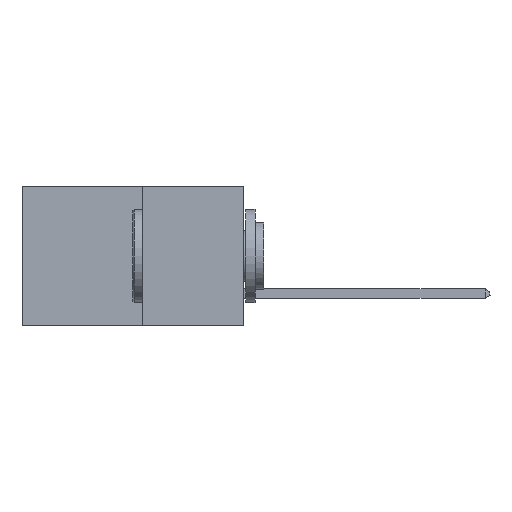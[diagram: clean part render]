
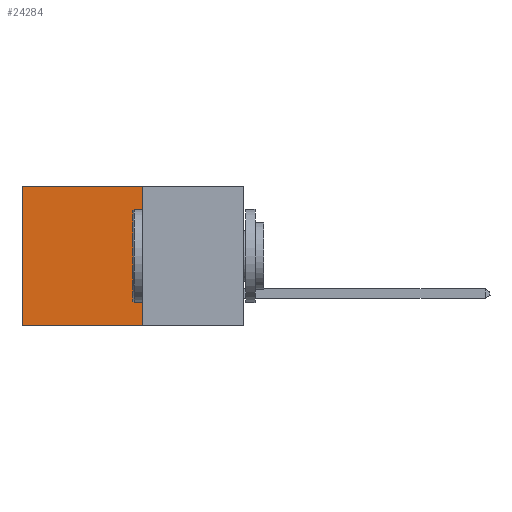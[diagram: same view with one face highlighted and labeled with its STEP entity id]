
A CAD part, left-side view. The second image highlights one B-rep face of the part: STEP entity #24284.
In plain terms, the highlighted planar face has unit normal (-1, 0, 0).
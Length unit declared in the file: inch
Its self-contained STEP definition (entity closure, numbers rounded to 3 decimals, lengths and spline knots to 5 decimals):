
#575 = CARTESIAN_POINT ( 'NONE',  ( 0.277, 0.59, -0.37 ) ) ;
#654 = DIRECTION ( 'NONE',  ( 0., 0., -1. ) ) ;
#1465 = CARTESIAN_POINT ( 'NONE',  ( 0.277, 0.59, -0.37 ) ) ;
#3448 = VECTOR ( 'NONE', #654, 39.37008 ) ;
#3475 = EDGE_CURVE ( 'NONE', #18869, #24057, #24211, .T. ) ;
#4404 = CARTESIAN_POINT ( 'NONE',  ( 0.277, 0.59, 0. ) ) ;
#5415 = EDGE_CURVE ( 'NONE', #11626, #24057, #8888, .T. ) ;
#5434 = ORIENTED_EDGE ( 'NONE', *, *, #3475, .F. ) ;
#5994 = DIRECTION ( 'NONE',  ( 0., 1., 0. ) ) ;
#6291 = PLANE ( 'NONE',  #25121 ) ;
#8089 = DIRECTION ( 'NONE',  ( 0., 0., -1. ) ) ;
#8712 = VECTOR ( 'NONE', #21972, 39.37008 ) ;
#8888 = LINE ( 'NONE', #575, #3448 ) ;
#10061 = CARTESIAN_POINT ( 'NONE',  ( 0.277, 0.27, -0.37 ) ) ;
#10213 = EDGE_LOOP ( 'NONE', ( #20373, #5434, #22196, #22064 ) ) ;
#11626 = VERTEX_POINT ( 'NONE', #4404 ) ;
#12285 = LINE ( 'NONE', #18192, #12918 ) ;
#12476 = DIRECTION ( 'NONE',  ( 0., 0., -1. ) ) ;
#12918 = VECTOR ( 'NONE', #5994, 39.37008 ) ;
#13096 = FACE_OUTER_BOUND ( 'NONE', #10213, .T. ) ;
#13400 = CARTESIAN_POINT ( 'NONE',  ( 0.277, 0.27, -0.37 ) ) ;
#14456 = CARTESIAN_POINT ( 'NONE',  ( 0.277, 0.27, -0.37 ) ) ;
#17219 = EDGE_CURVE ( 'NONE', #22429, #18869, #26131, .T. ) ;
#18192 = CARTESIAN_POINT ( 'NONE',  ( 0.277, 0.27, 0. ) ) ;
#18396 = EDGE_CURVE ( 'NONE', #22429, #11626, #12285, .T. ) ;
#18869 = VERTEX_POINT ( 'NONE', #13400 ) ;
#20373 = ORIENTED_EDGE ( 'NONE', *, *, #5415, .T. ) ;
#20819 = VECTOR ( 'NONE', #8089, 39.37008 ) ;
#21972 = DIRECTION ( 'NONE',  ( 0., 1., 0. ) ) ;
#22064 = ORIENTED_EDGE ( 'NONE', *, *, #18396, .T. ) ;
#22196 = ORIENTED_EDGE ( 'NONE', *, *, #17219, .F. ) ;
#22429 = VERTEX_POINT ( 'NONE', #24772 ) ;
#23243 = CARTESIAN_POINT ( 'NONE',  ( 0.277, 0.27, -0.37 ) ) ;
#24057 = VERTEX_POINT ( 'NONE', #1465 ) ;
#24211 = LINE ( 'NONE', #23243, #8712 ) ;
#24284 = ADVANCED_FACE ( 'NONE', ( #13096 ), #6291, .F. ) ;
#24511 = DIRECTION ( 'NONE',  ( 1., 0., 0. ) ) ;
#24772 = CARTESIAN_POINT ( 'NONE',  ( 0.277, 0.27, 0. ) ) ;
#25121 = AXIS2_PLACEMENT_3D ( 'NONE', #14456, #24511, #12476 ) ;
#26131 = LINE ( 'NONE', #10061, #20819 ) ;
